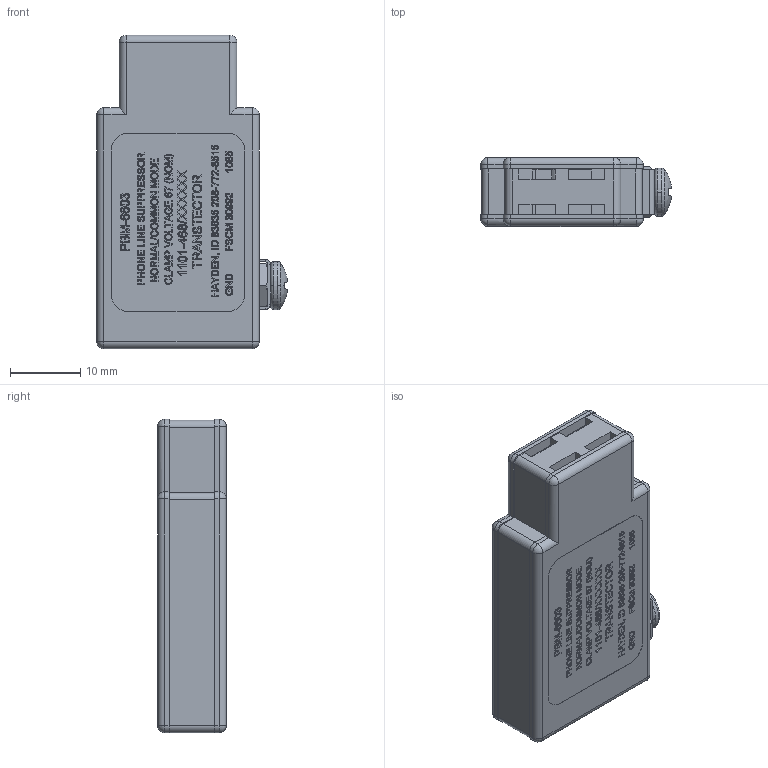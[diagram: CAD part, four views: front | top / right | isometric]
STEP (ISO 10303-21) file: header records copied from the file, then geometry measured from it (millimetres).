
FILE_DESCRIPTION (( 'STEP AP214' ), '1' );
FILE_NAME ('1101-468-E.STEP', '2019-01-24T17:24:18', ( '' ), ( '' ), 'SwSTEP 2.0', 'SolidWorks 2018', '' );
FILE_SCHEMA (( 'AUTOMOTIVE_DESIGN' ));
Length unit declared in the file: inch
Products named in the file (15): 2001-100; 2102-006_2102-006; 2102-006; 2001-095; 3800-153; 1101-468-E; 2100-037_2100-037; 2003-1085; 2100-037
Assembly tree (9 placements, depth 2):
  2001-100
  2001-095
  3800-153
  1101-468-E
    2001-095
    3800-153
    2100-037_2100-037
    2102-006_2102-006
    2003-1085
    2001-100  x2
  2001-100
Bounding box: 27.12 x 9.78 x 44.6 mm (x, y, z)
Volume: 5236 mm3; surface area: 8854.9 mm2
Topology: 7 solids, 7 shells, 2202 faces, 5843 edges, 3842 vertices
Faces by surface type: plane 1241, bspline 754, cylinder 156, cone 33, sphere 14, torus 4
Entity records: 132012 total; most frequent: CARTESIAN_POINT 61984, ORIENTED_EDGE 11332, DIRECTION 6974, EDGE_CURVE 5666, LINE 3768, VECTOR 3768, VERTEX_POINT 3740, EDGE_LOOP 2332
